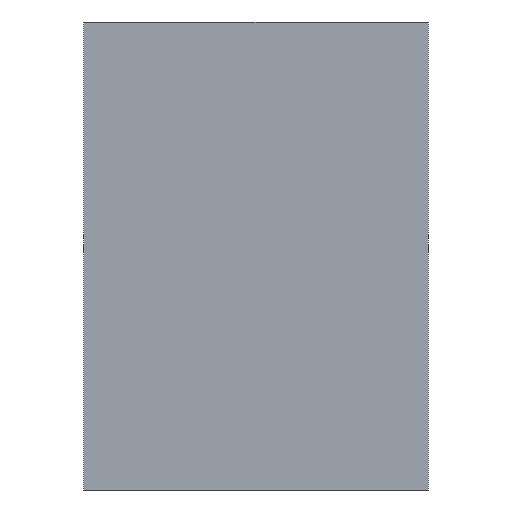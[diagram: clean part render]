
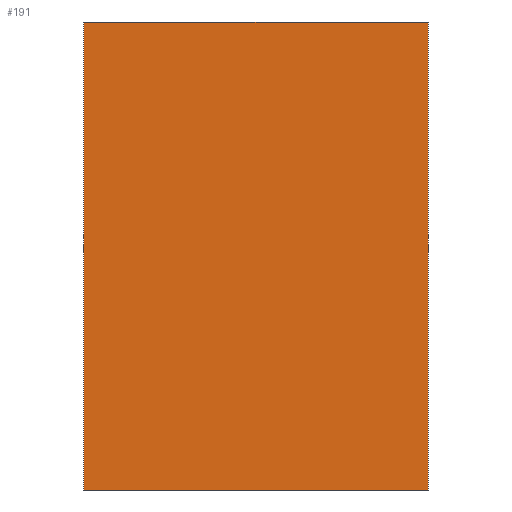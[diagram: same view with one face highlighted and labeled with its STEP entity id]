
A CAD part, left-side view. The second image highlights one B-rep face of the part: STEP entity #191.
In plain terms, the highlighted planar face has unit normal (-1, 0, 0).
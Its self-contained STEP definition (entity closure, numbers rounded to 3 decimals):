
#25=FACE_OUTER_BOUND('',#35,.T.);
#35=EDGE_LOOP('',(#168,#169,#170,#171));
#51=LINE('',#297,#75);
#55=LINE('',#303,#79);
#57=LINE('',#307,#81);
#58=LINE('',#309,#82);
#75=VECTOR('',#243,10.);
#79=VECTOR('',#249,10.);
#81=VECTOR('',#253,10.);
#82=VECTOR('',#256,10.);
#96=VERTEX_POINT('',#294);
#97=VERTEX_POINT('',#296);
#98=VERTEX_POINT('',#301);
#99=VERTEX_POINT('',#305);
#115=EDGE_CURVE('',#97,#96,#51,.T.);
#119=EDGE_CURVE('',#96,#98,#55,.T.);
#121=EDGE_CURVE('',#98,#99,#57,.T.);
#122=EDGE_CURVE('',#99,#97,#58,.T.);
#168=ORIENTED_EDGE('',*,*,#122,.T.);
#169=ORIENTED_EDGE('',*,*,#115,.T.);
#170=ORIENTED_EDGE('',*,*,#119,.T.);
#171=ORIENTED_EDGE('',*,*,#121,.T.);
#181=PLANE('',#215);
#191=ADVANCED_FACE('',(#25),#181,.T.);
#215=AXIS2_PLACEMENT_3D('',#312,#260,#261);
#243=DIRECTION('',(0.,0.,1.));
#249=DIRECTION('',(0.,1.,0.));
#253=DIRECTION('',(0.,0.,-1.));
#256=DIRECTION('',(0.,-1.,0.));
#260=DIRECTION('center_axis',(-1.,0.,0.));
#261=DIRECTION('ref_axis',(0.,0.,1.));
#294=CARTESIAN_POINT('',(-5.,-17.359,81.609));
#296=CARTESIAN_POINT('',(-5.,-17.359,61.909));
#297=CARTESIAN_POINT('',(-5.,-17.359,81.609));
#301=CARTESIAN_POINT('',(-5.,-2.859,81.609));
#303=CARTESIAN_POINT('',(-5.,-2.859,81.609));
#305=CARTESIAN_POINT('',(-5.,-2.859,61.909));
#307=CARTESIAN_POINT('',(-5.,-2.859,61.909));
#309=CARTESIAN_POINT('',(-5.,-13.959,61.909));
#312=CARTESIAN_POINT('Origin',(-5.,-10.109,71.759));
